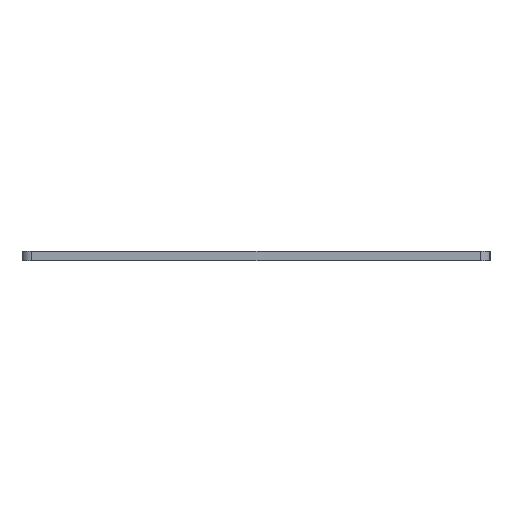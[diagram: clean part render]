
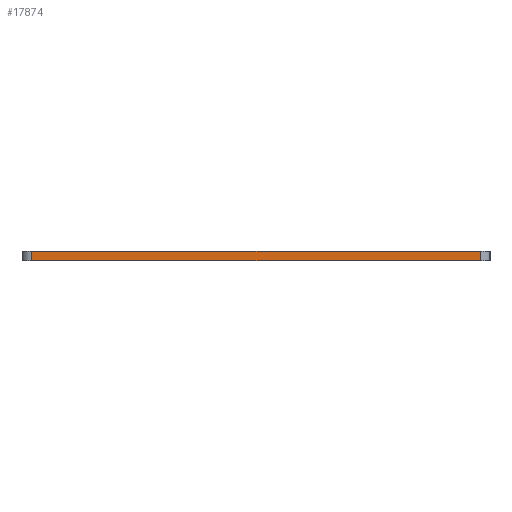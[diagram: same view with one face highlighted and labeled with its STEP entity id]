
A CAD part, left-side view. The second image highlights one B-rep face of the part: STEP entity #17874.
In plain terms, the highlighted planar face has unit normal (-1, 0, 0).
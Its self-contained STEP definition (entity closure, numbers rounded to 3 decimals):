
#55 = CYLINDRICAL_SURFACE('',#56,1.588);
#56 = AXIS2_PLACEMENT_3D('',#57,#58,#59);
#57 = CARTESIAN_POINT('',(29.584,-103.188,0.));
#58 = DIRECTION('',(-0.,-0.,-1.));
#59 = DIRECTION('',(1.,0.,-0.));
#83 = PLANE('',#84);
#84 = AXIS2_PLACEMENT_3D('',#85,#86,#87);
#85 = CARTESIAN_POINT('',(149.44,-66.675,1.6));
#86 = DIRECTION('',(0.,0.,1.));
#87 = DIRECTION('',(1.,0.,-0.));
#137 = PLANE('',#138);
#138 = AXIS2_PLACEMENT_3D('',#139,#140,#141);
#139 = CARTESIAN_POINT('',(149.44,-66.675,0.));
#140 = DIRECTION('',(0.,0.,1.));
#141 = DIRECTION('',(1.,0.,-0.));
#152 = EDGE_CURVE('',#153,#155,#157,.T.);
#153 = VERTEX_POINT('',#154);
#154 = CARTESIAN_POINT('',(27.996,-103.188,0.));
#155 = VERTEX_POINT('',#156);
#156 = CARTESIAN_POINT('',(27.996,-103.188,1.6));
#157 = SURFACE_CURVE('',#158,(#162,#169),.PCURVE_S1.);
#158 = LINE('',#159,#160);
#159 = CARTESIAN_POINT('',(27.996,-103.188,0.));
#160 = VECTOR('',#161,1.);
#161 = DIRECTION('',(0.,0.,1.));
#162 = PCURVE('',#55,#163);
#163 = DEFINITIONAL_REPRESENTATION('',(#164),#168);
#164 = LINE('',#165,#166);
#165 = CARTESIAN_POINT('',(-3.142,0.));
#166 = VECTOR('',#167,1.);
#167 = DIRECTION('',(-0.,-1.));
#168 = ( GEOMETRIC_REPRESENTATION_CONTEXT(2) 
PARAMETRIC_REPRESENTATION_CONTEXT() REPRESENTATION_CONTEXT('2D SPACE',''
  ) );
#169 = PCURVE('',#170,#175);
#170 = PLANE('',#171);
#171 = AXIS2_PLACEMENT_3D('',#172,#173,#174);
#172 = CARTESIAN_POINT('',(27.996,-30.163,0.));
#173 = DIRECTION('',(1.,0.,0.));
#174 = DIRECTION('',(0.,-1.,0.));
#175 = DEFINITIONAL_REPRESENTATION('',(#176),#180);
#176 = LINE('',#177,#178);
#177 = CARTESIAN_POINT('',(73.025,0.));
#178 = VECTOR('',#179,1.);
#179 = DIRECTION('',(0.,-1.));
#180 = ( GEOMETRIC_REPRESENTATION_CONTEXT(2) 
PARAMETRIC_REPRESENTATION_CONTEXT() REPRESENTATION_CONTEXT('2D SPACE',''
  ) );
#391 = VERTEX_POINT('',#392);
#392 = CARTESIAN_POINT('',(27.996,-30.163,0.));
#407 = CYLINDRICAL_SURFACE('',#408,1.588);
#408 = AXIS2_PLACEMENT_3D('',#409,#410,#411);
#409 = CARTESIAN_POINT('',(29.584,-30.163,0.));
#410 = DIRECTION('',(-0.,-0.,-1.));
#411 = DIRECTION('',(1.,0.,-0.));
#419 = EDGE_CURVE('',#391,#153,#420,.T.);
#420 = SURFACE_CURVE('',#421,(#425,#432),.PCURVE_S1.);
#421 = LINE('',#422,#423);
#422 = CARTESIAN_POINT('',(27.996,-30.163,0.));
#423 = VECTOR('',#424,1.);
#424 = DIRECTION('',(0.,-1.,0.));
#425 = PCURVE('',#137,#426);
#426 = DEFINITIONAL_REPRESENTATION('',(#427),#431);
#427 = LINE('',#428,#429);
#428 = CARTESIAN_POINT('',(-121.444,36.513));
#429 = VECTOR('',#430,1.);
#430 = DIRECTION('',(0.,-1.));
#431 = ( GEOMETRIC_REPRESENTATION_CONTEXT(2) 
PARAMETRIC_REPRESENTATION_CONTEXT() REPRESENTATION_CONTEXT('2D SPACE',''
  ) );
#432 = PCURVE('',#170,#433);
#433 = DEFINITIONAL_REPRESENTATION('',(#434),#438);
#434 = LINE('',#435,#436);
#435 = CARTESIAN_POINT('',(0.,0.));
#436 = VECTOR('',#437,1.);
#437 = DIRECTION('',(1.,0.));
#438 = ( GEOMETRIC_REPRESENTATION_CONTEXT(2) 
PARAMETRIC_REPRESENTATION_CONTEXT() REPRESENTATION_CONTEXT('2D SPACE',''
  ) );
#10006 = VERTEX_POINT('',#10007);
#10007 = CARTESIAN_POINT('',(27.996,-30.163,1.6));
#10029 = EDGE_CURVE('',#10006,#155,#10030,.T.);
#10030 = SURFACE_CURVE('',#10031,(#10035,#10042),.PCURVE_S1.);
#10031 = LINE('',#10032,#10033);
#10032 = CARTESIAN_POINT('',(27.996,-30.163,1.6));
#10033 = VECTOR('',#10034,1.);
#10034 = DIRECTION('',(0.,-1.,0.));
#10035 = PCURVE('',#83,#10036);
#10036 = DEFINITIONAL_REPRESENTATION('',(#10037),#10041);
#10037 = LINE('',#10038,#10039);
#10038 = CARTESIAN_POINT('',(-121.444,36.513));
#10039 = VECTOR('',#10040,1.);
#10040 = DIRECTION('',(0.,-1.));
#10041 = ( GEOMETRIC_REPRESENTATION_CONTEXT(2) 
PARAMETRIC_REPRESENTATION_CONTEXT() REPRESENTATION_CONTEXT('2D SPACE',''
  ) );
#10042 = PCURVE('',#170,#10043);
#10043 = DEFINITIONAL_REPRESENTATION('',(#10044),#10048);
#10044 = LINE('',#10045,#10046);
#10045 = CARTESIAN_POINT('',(0.,-1.6));
#10046 = VECTOR('',#10047,1.);
#10047 = DIRECTION('',(1.,0.));
#10048 = ( GEOMETRIC_REPRESENTATION_CONTEXT(2) 
PARAMETRIC_REPRESENTATION_CONTEXT() REPRESENTATION_CONTEXT('2D SPACE',''
  ) );
#17874 = ADVANCED_FACE('',(#17875),#170,.F.);
#17875 = FACE_BOUND('',#17876,.F.);
#17876 = EDGE_LOOP('',(#17877,#17898,#17899,#17900));
#17877 = ORIENTED_EDGE('',*,*,#17878,.T.);
#17878 = EDGE_CURVE('',#391,#10006,#17879,.T.);
#17879 = SURFACE_CURVE('',#17880,(#17884,#17891),.PCURVE_S1.);
#17880 = LINE('',#17881,#17882);
#17881 = CARTESIAN_POINT('',(27.996,-30.163,0.));
#17882 = VECTOR('',#17883,1.);
#17883 = DIRECTION('',(0.,0.,1.));
#17884 = PCURVE('',#170,#17885);
#17885 = DEFINITIONAL_REPRESENTATION('',(#17886),#17890);
#17886 = LINE('',#17887,#17888);
#17887 = CARTESIAN_POINT('',(0.,0.));
#17888 = VECTOR('',#17889,1.);
#17889 = DIRECTION('',(0.,-1.));
#17890 = ( GEOMETRIC_REPRESENTATION_CONTEXT(2) 
PARAMETRIC_REPRESENTATION_CONTEXT() REPRESENTATION_CONTEXT('2D SPACE',''
  ) );
#17891 = PCURVE('',#407,#17892);
#17892 = DEFINITIONAL_REPRESENTATION('',(#17893),#17897);
#17893 = LINE('',#17894,#17895);
#17894 = CARTESIAN_POINT('',(-3.142,0.));
#17895 = VECTOR('',#17896,1.);
#17896 = DIRECTION('',(-0.,-1.));
#17897 = ( GEOMETRIC_REPRESENTATION_CONTEXT(2) 
PARAMETRIC_REPRESENTATION_CONTEXT() REPRESENTATION_CONTEXT('2D SPACE',''
  ) );
#17898 = ORIENTED_EDGE('',*,*,#10029,.T.);
#17899 = ORIENTED_EDGE('',*,*,#152,.F.);
#17900 = ORIENTED_EDGE('',*,*,#419,.F.);
